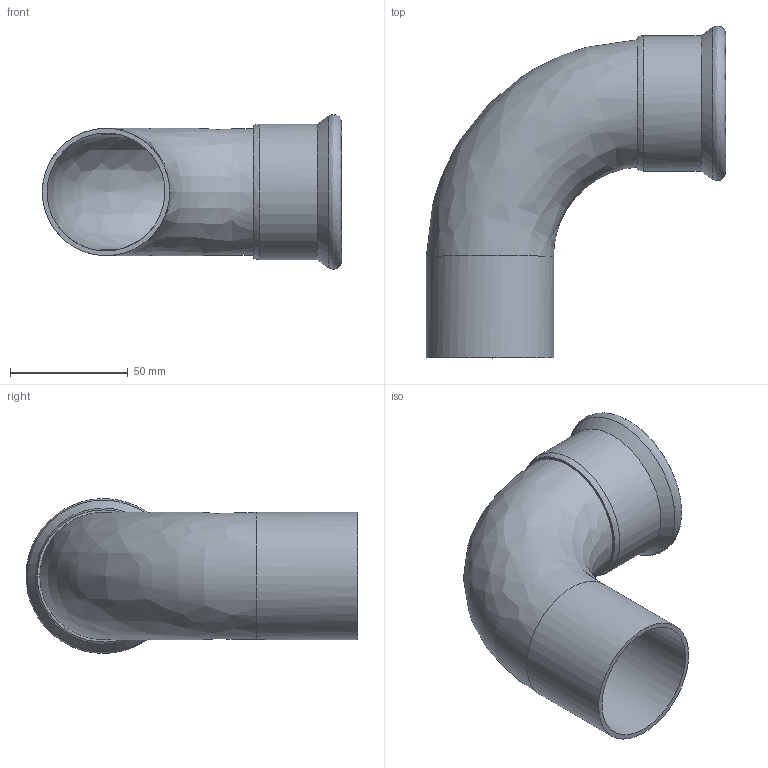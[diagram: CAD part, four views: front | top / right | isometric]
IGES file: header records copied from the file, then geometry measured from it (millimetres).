
Global section: file name: 23308; native system: Autodesk Inventor 2018; preprocessor: unknown; author: JANAN; date: 20200907.114432; units: millimetre
Bounding box: 127 x 140.82 x 65.64 mm (x, y, z)
Volume: 59169 mm3; surface area: 62703.2 mm2
Topology: 1 solids, 1 shells, 21 faces, 58 edges, 42 vertices
Faces by surface type: bspline 21
